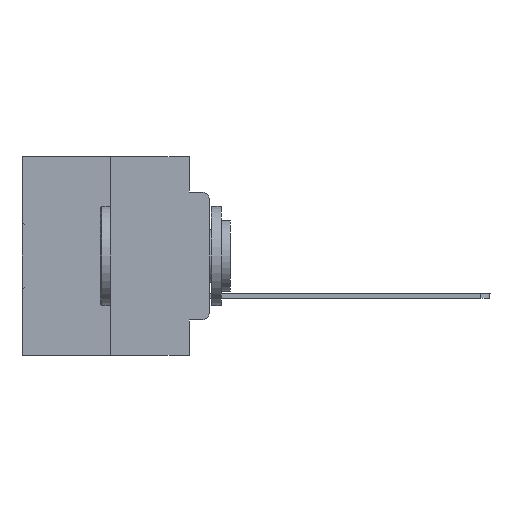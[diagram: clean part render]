
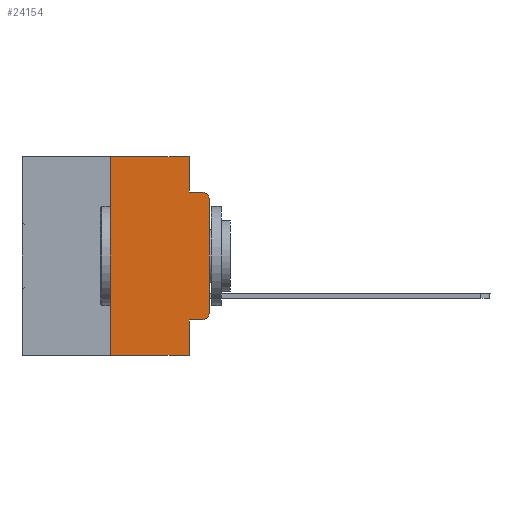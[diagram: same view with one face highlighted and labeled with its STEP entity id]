
A CAD part, left-side view. The second image highlights one B-rep face of the part: STEP entity #24154.
In plain terms, the highlighted planar face has unit normal (-1, 0, 0).
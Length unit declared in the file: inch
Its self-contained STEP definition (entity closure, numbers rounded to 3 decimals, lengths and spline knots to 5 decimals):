
#644 = EDGE_CURVE ( 'NONE', #26705, #22062, #6281, .T. ) ;
#927 = LINE ( 'NONE', #19478, #17217 ) ;
#945 = CARTESIAN_POINT ( 'NONE',  ( 0., 0.02, -0.1085 ) ) ;
#1263 = VERTEX_POINT ( 'NONE', #21755 ) ;
#1464 = LINE ( 'NONE', #29317, #24175 ) ;
#1680 = EDGE_CURVE ( 'NONE', #3970, #24478, #1464, .T. ) ;
#2623 = VECTOR ( 'NONE', #26643, 39.37008 ) ;
#2639 = CARTESIAN_POINT ( 'NONE',  ( 0., 0., -0.1085 ) ) ;
#2750 = ORIENTED_EDGE ( 'NONE', *, *, #11677, .F. ) ;
#2764 = VECTOR ( 'NONE', #26554, 39.37008 ) ;
#2796 = CARTESIAN_POINT ( 'NONE',  ( 0., 0.02, -0.3915 ) ) ;
#3088 = EDGE_CURVE ( 'NONE', #13848, #24462, #16937, .T. ) ;
#3970 = VERTEX_POINT ( 'NONE', #23074 ) ;
#4255 = VECTOR ( 'NONE', #18418, 39.37008 ) ;
#4293 = DIRECTION ( 'NONE',  ( 0., 0., -1. ) ) ;
#4638 = ORIENTED_EDGE ( 'NONE', *, *, #32261, .F. ) ;
#5539 = EDGE_LOOP ( 'NONE', ( #27566, #29612, #17245, #2750, #21498, #4638, #32482, #17104, #31296, #15953 ) ) ;
#6076 = VECTOR ( 'NONE', #8442, 39.37008 ) ;
#6212 = DIRECTION ( 'NONE',  ( 0., -1., 0. ) ) ;
#6281 = LINE ( 'NONE', #8147, #4255 ) ;
#7638 = CARTESIAN_POINT ( 'NONE',  ( 0., 0.02, -0.0885 ) ) ;
#8147 = CARTESIAN_POINT ( 'NONE',  ( 0., 0.051, 0. ) ) ;
#8365 = EDGE_CURVE ( 'NONE', #16958, #24478, #23824, .T. ) ;
#8442 = DIRECTION ( 'NONE',  ( 0., -1., 0. ) ) ;
#8555 = DIRECTION ( 'NONE',  ( -1., 0., 0. ) ) ;
#9999 = CARTESIAN_POINT ( 'NONE',  ( 0., 0.25, -0.5 ) ) ;
#10048 = LINE ( 'NONE', #20327, #13718 ) ;
#10244 = CARTESIAN_POINT ( 'NONE',  ( 0., 0.051, -0.4115 ) ) ;
#11242 = AXIS2_PLACEMENT_3D ( 'NONE', #21821, #24033, #19276 ) ;
#11358 = CARTESIAN_POINT ( 'NONE',  ( 0., 0.473, 0. ) ) ;
#11677 = EDGE_CURVE ( 'NONE', #1263, #3970, #927, .T. ) ;
#12072 = AXIS2_PLACEMENT_3D ( 'NONE', #2796, #30996, #29104 ) ;
#12899 = DIRECTION ( 'NONE',  ( 0., 0., 1. ) ) ;
#13485 = LINE ( 'NONE', #23795, #6076 ) ;
#13718 = VECTOR ( 'NONE', #12899, 39.37008 ) ;
#13765 = DIRECTION ( 'NONE',  ( 0., 0., -1. ) ) ;
#13848 = VERTEX_POINT ( 'NONE', #25290 ) ;
#14053 = FACE_OUTER_BOUND ( 'NONE', #5539, .T. ) ;
#14768 = DIRECTION ( 'NONE',  ( 0., 0., 1. ) ) ;
#15953 = ORIENTED_EDGE ( 'NONE', *, *, #3088, .T. ) ;
#16255 = LINE ( 'NONE', #11358, #2764 ) ;
#16937 = CIRCLE ( 'NONE', #12072, 0.02 ) ;
#16958 = VERTEX_POINT ( 'NONE', #2639 ) ;
#17104 = ORIENTED_EDGE ( 'NONE', *, *, #644, .F. ) ;
#17217 = VECTOR ( 'NONE', #4293, 39.37008 ) ;
#17245 = ORIENTED_EDGE ( 'NONE', *, *, #1680, .F. ) ;
#17323 = AXIS2_PLACEMENT_3D ( 'NONE', #945, #8555, #13765 ) ;
#17612 = CARTESIAN_POINT ( 'NONE',  ( 0., 0., 0. ) ) ;
#18418 = DIRECTION ( 'NONE',  ( 0., 0., -1. ) ) ;
#18889 = EDGE_CURVE ( 'NONE', #23665, #1263, #16255, .T. ) ;
#19276 = DIRECTION ( 'NONE',  ( 0., 0., -1. ) ) ;
#19478 = CARTESIAN_POINT ( 'NONE',  ( 0., 0.051, 0. ) ) ;
#20212 = EDGE_CURVE ( 'NONE', #23201, #22062, #13485, .T. ) ;
#20327 = CARTESIAN_POINT ( 'NONE',  ( 0., 0.25, 0. ) ) ;
#21498 = ORIENTED_EDGE ( 'NONE', *, *, #18889, .F. ) ;
#21742 = LINE ( 'NONE', #26967, #2623 ) ;
#21755 = CARTESIAN_POINT ( 'NONE',  ( 0., 0.051, 0. ) ) ;
#21821 = CARTESIAN_POINT ( 'NONE',  ( 0., 0.473, 0. ) ) ;
#22062 = VERTEX_POINT ( 'NONE', #24434 ) ;
#22534 = LINE ( 'NONE', #17612, #23977 ) ;
#23074 = CARTESIAN_POINT ( 'NONE',  ( 0., 0.051, -0.0885 ) ) ;
#23201 = VERTEX_POINT ( 'NONE', #9999 ) ;
#23665 = VERTEX_POINT ( 'NONE', #26420 ) ;
#23795 = CARTESIAN_POINT ( 'NONE',  ( 0., 0.473, -0.5 ) ) ;
#23824 = CIRCLE ( 'NONE', #17323, 0.02 ) ;
#23977 = VECTOR ( 'NONE', #14768, 39.37008 ) ;
#24033 = DIRECTION ( 'NONE',  ( 1., 0., 0. ) ) ;
#24154 = ADVANCED_FACE ( 'NONE', ( #14053 ), #32135, .F. ) ;
#24175 = VECTOR ( 'NONE', #6212, 39.37008 ) ;
#24434 = CARTESIAN_POINT ( 'NONE',  ( 0., 0.051, -0.5 ) ) ;
#24462 = VERTEX_POINT ( 'NONE', #31421 ) ;
#24478 = VERTEX_POINT ( 'NONE', #7638 ) ;
#25290 = CARTESIAN_POINT ( 'NONE',  ( 0., 0.02, -0.4115 ) ) ;
#26339 = EDGE_CURVE ( 'NONE', #26705, #13848, #21742, .T. ) ;
#26420 = CARTESIAN_POINT ( 'NONE',  ( 0., 0.25, 0. ) ) ;
#26554 = DIRECTION ( 'NONE',  ( 0., -1., 0. ) ) ;
#26643 = DIRECTION ( 'NONE',  ( 0., -1., 0. ) ) ;
#26705 = VERTEX_POINT ( 'NONE', #10244 ) ;
#26967 = CARTESIAN_POINT ( 'NONE',  ( 0., 0.051, -0.4115 ) ) ;
#27566 = ORIENTED_EDGE ( 'NONE', *, *, #32293, .T. ) ;
#29104 = DIRECTION ( 'NONE',  ( 0., 0., -1. ) ) ;
#29317 = CARTESIAN_POINT ( 'NONE',  ( 0., 0.051, -0.0885 ) ) ;
#29612 = ORIENTED_EDGE ( 'NONE', *, *, #8365, .T. ) ;
#30996 = DIRECTION ( 'NONE',  ( -1., 0., 0. ) ) ;
#31296 = ORIENTED_EDGE ( 'NONE', *, *, #26339, .T. ) ;
#31421 = CARTESIAN_POINT ( 'NONE',  ( 0., 0., -0.3915 ) ) ;
#32135 = PLANE ( 'NONE',  #11242 ) ;
#32261 = EDGE_CURVE ( 'NONE', #23201, #23665, #10048, .T. ) ;
#32293 = EDGE_CURVE ( 'NONE', #24462, #16958, #22534, .T. ) ;
#32482 = ORIENTED_EDGE ( 'NONE', *, *, #20212, .T. ) ;
